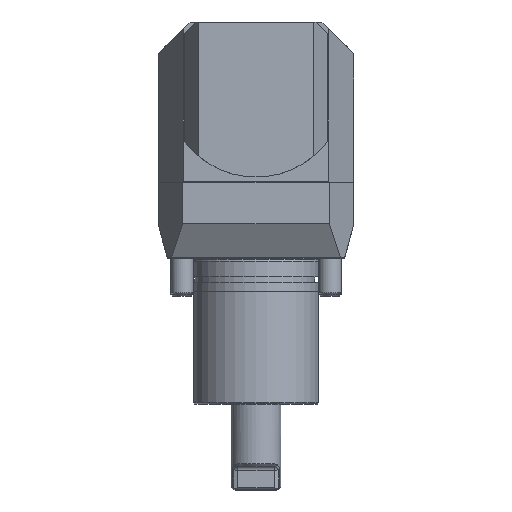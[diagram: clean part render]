
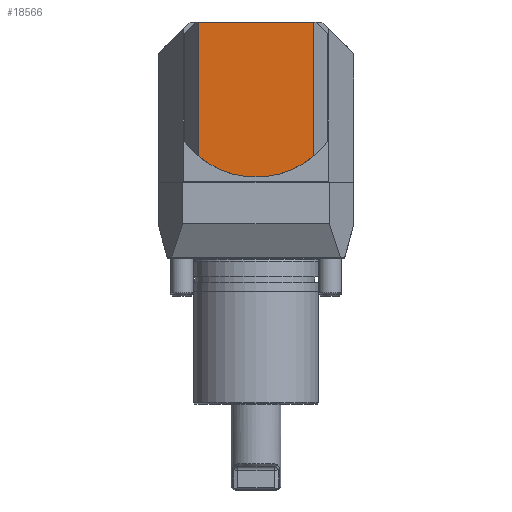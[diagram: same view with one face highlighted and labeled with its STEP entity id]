
A CAD part, top view. The second image highlights one B-rep face of the part: STEP entity #18566.
In plain terms, the highlighted planar face has unit normal (0, 0, 1).
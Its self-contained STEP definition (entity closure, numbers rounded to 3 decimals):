
#1814 = CARTESIAN_POINT ( 'NONE',  ( -24.881, 22.142, 96.5 ) ) ;
#2178 = DIRECTION ( 'NONE',  ( 0., 0., 1. ) ) ;
#2470 = LINE ( 'NONE', #19001, #11192 ) ;
#2472 = CARTESIAN_POINT ( 'NONE',  ( 0.596, 52., 96.5 ) ) ;
#2722 = VECTOR ( 'NONE', #6355, 1000. ) ;
#2724 = CARTESIAN_POINT ( 'NONE',  ( -3.827, 13., 96.5 ) ) ;
#3186 = DIRECTION ( 'NONE',  ( 0., 0., 1. ) ) ;
#3476 = CARTESIAN_POINT ( 'NONE',  ( 26.072, 52., 96.5 ) ) ;
#3627 = AXIS2_PLACEMENT_3D ( 'NONE', #5202, #3186, #11377 ) ;
#4506 = EDGE_CURVE ( 'NONE', #9953, #18940, #10830, .T. ) ;
#4533 = AXIS2_PLACEMENT_3D ( 'NONE', #8237, #2178, #8382 ) ;
#5033 = EDGE_CURVE ( 'NONE', #9882, #23661, #16687, .T. ) ;
#5180 = CARTESIAN_POINT ( 'NONE',  ( 0.596, 81., 96.5 ) ) ;
#5202 = CARTESIAN_POINT ( 'NONE',  ( 0.596, 52., 96.5 ) ) ;
#6355 = DIRECTION ( 'NONE',  ( 0., -1., 0. ) ) ;
#7199 = ORIENTED_EDGE ( 'NONE', *, *, #5033, .T. ) ;
#7259 = AXIS2_PLACEMENT_3D ( 'NONE', #2472, #23145, #16849 ) ;
#7346 = PLANE ( 'NONE',  #3627 ) ;
#8237 = CARTESIAN_POINT ( 'NONE',  ( 0.596, 52., 96.5 ) ) ;
#8382 = DIRECTION ( 'NONE',  ( 0., -1., 0. ) ) ;
#9068 = CARTESIAN_POINT ( 'NONE',  ( -24.881, 81., 96.5 ) ) ;
#9325 = ORIENTED_EDGE ( 'NONE', *, *, #13653, .T. ) ;
#9454 = ORIENTED_EDGE ( 'NONE', *, *, #22453, .T. ) ;
#9882 = VERTEX_POINT ( 'NONE', #1814 ) ;
#9953 = VERTEX_POINT ( 'NONE', #10160 ) ;
#10160 = CARTESIAN_POINT ( 'NONE',  ( 26.072, 81., 96.5 ) ) ;
#10389 = LINE ( 'NONE', #18581, #2722 ) ;
#10830 = LINE ( 'NONE', #5180, #24442 ) ;
#11192 = VECTOR ( 'NONE', #24903, 1000. ) ;
#11377 = DIRECTION ( 'NONE',  ( 0., -1., 0. ) ) ;
#11674 = DIRECTION ( 'NONE',  ( 0., 1., 0. ) ) ;
#13653 = EDGE_CURVE ( 'NONE', #24372, #14770, #16196, .T. ) ;
#14417 = EDGE_CURVE ( 'NONE', #18940, #9882, #10389, .T. ) ;
#14488 = ORIENTED_EDGE ( 'NONE', *, *, #4506, .T. ) ;
#14700 = ORIENTED_EDGE ( 'NONE', *, *, #14417, .T. ) ;
#14770 = VERTEX_POINT ( 'NONE', #20701 ) ;
#15370 = ORIENTED_EDGE ( 'NONE', *, *, #18062, .T. ) ;
#16196 = CIRCLE ( 'NONE', #4533, 39.25 ) ;
#16687 = CIRCLE ( 'NONE', #7259, 39.25 ) ;
#16849 = DIRECTION ( 'NONE',  ( 0., -1., 0. ) ) ;
#18062 = EDGE_CURVE ( 'NONE', #14770, #9953, #21900, .T. ) ;
#18566 = ADVANCED_FACE ( 'Defeature completata1_79', ( #22133 ), #7346, .T. ) ;
#18581 = CARTESIAN_POINT ( 'NONE',  ( -24.881, 52., 96.5 ) ) ;
#18940 = VERTEX_POINT ( 'NONE', #9068 ) ;
#19001 = CARTESIAN_POINT ( 'NONE',  ( 18.964, 13., 96.5 ) ) ;
#20701 = CARTESIAN_POINT ( 'NONE',  ( 26.072, 22.142, 96.5 ) ) ;
#20970 = CARTESIAN_POINT ( 'NONE',  ( 5.019, 13., 96.5 ) ) ;
#21025 = EDGE_LOOP ( 'NONE', ( #15370, #14488, #14700, #7199, #9454, #9325 ) ) ;
#21307 = DIRECTION ( 'NONE',  ( -1., 0., 0. ) ) ;
#21900 = LINE ( 'NONE', #3476, #25068 ) ;
#22133 = FACE_OUTER_BOUND ( 'NONE', #21025, .T. ) ;
#22453 = EDGE_CURVE ( 'NONE', #23661, #24372, #2470, .T. ) ;
#23145 = DIRECTION ( 'NONE',  ( 0., 0., 1. ) ) ;
#23661 = VERTEX_POINT ( 'NONE', #2724 ) ;
#24372 = VERTEX_POINT ( 'NONE', #20970 ) ;
#24442 = VECTOR ( 'NONE', #21307, 1000. ) ;
#24903 = DIRECTION ( 'NONE',  ( 1., 0., 0. ) ) ;
#25068 = VECTOR ( 'NONE', #11674, 1000. ) ;
